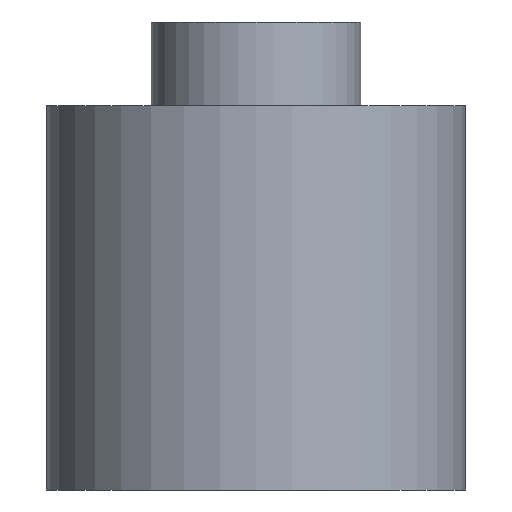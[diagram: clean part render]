
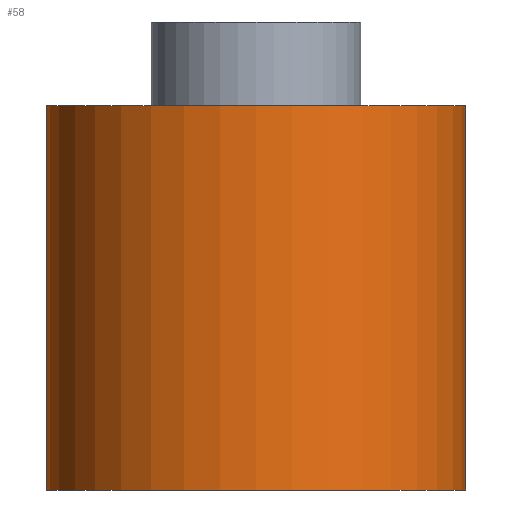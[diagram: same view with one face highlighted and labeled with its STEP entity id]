
A CAD part, front view. The second image highlights one B-rep face of the part: STEP entity #58.
In plain terms, the highlighted cylindrical face has radius 3 mm (diameter 6 mm), a partial arc.
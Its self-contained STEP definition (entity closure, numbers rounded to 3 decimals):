
#58=ADVANCED_FACE('',(#77),#78,.T.);
#77=FACE_OUTER_BOUND('',#100,.T.);
#78=CYLINDRICAL_SURFACE('',#101,3.0);
#100=EDGE_LOOP('',(#154,#155,#156,#157));
#101=AXIS2_PLACEMENT_3D('',#158,#159,#160);
#154=ORIENTED_EDGE('',*,*,#176,.T.);
#155=ORIENTED_EDGE('',*,*,#192,.F.);
#156=ORIENTED_EDGE('',*,*,#178,.T.);
#157=ORIENTED_EDGE('',*,*,#193,.F.);
#158=CARTESIAN_POINT('',(0.0,0.0,3.75));
#159=DIRECTION('',(0.0,0.0,1.0));
#160=DIRECTION('',(1.0,0.0,0.0));
#176=EDGE_CURVE('',#194,#195,#196,.T.);
#178=EDGE_CURVE('',#199,#197,#200,.T.);
#192=EDGE_CURVE('',#199,#195,#222,.T.);
#193=EDGE_CURVE('',#194,#197,#223,.T.);
#194=VERTEX_POINT('',#224);
#195=VERTEX_POINT('',#225);
#196=LINE('',#226,#227);
#197=VERTEX_POINT('',#228);
#199=VERTEX_POINT('',#230);
#200=LINE('',#231,#232);
#222=CIRCLE('',#258,3.0);
#223=CIRCLE('',#259,3.0);
#224=CARTESIAN_POINT('',(3.0,0.0,1.0));
#225=CARTESIAN_POINT('',(3.0,0.0,6.5));
#226=CARTESIAN_POINT('',(3.0,0.,3.75));
#227=VECTOR('',#260,1.0);
#228=CARTESIAN_POINT('',(-3.0,0.,1.0));
#230=CARTESIAN_POINT('',(-3.0,0.,6.5));
#231=CARTESIAN_POINT('',(-3.0,0.,3.75));
#232=VECTOR('',#264,1.0);
#258=AXIS2_PLACEMENT_3D('',#296,#297,#298);
#259=AXIS2_PLACEMENT_3D('',#299,#300,#301);
#260=DIRECTION('',(0.0,0.0,1.0));
#264=DIRECTION('',(-0.0,-0.0,-1.0));
#296=CARTESIAN_POINT('',(0.0,0.0,6.5));
#297=DIRECTION('',(0.0,0.0,1.0));
#298=DIRECTION('',(1.0,0.0,0.0));
#299=CARTESIAN_POINT('',(0.0,0.0,1.0));
#300=DIRECTION('',(0.0,0.0,-1.0));
#301=DIRECTION('',(1.0,0.0,0.0));
